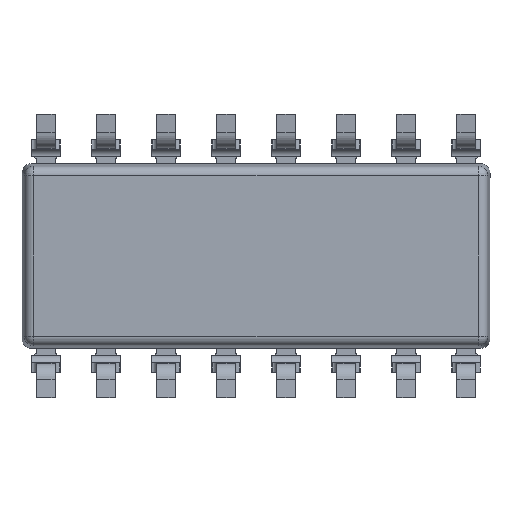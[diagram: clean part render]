
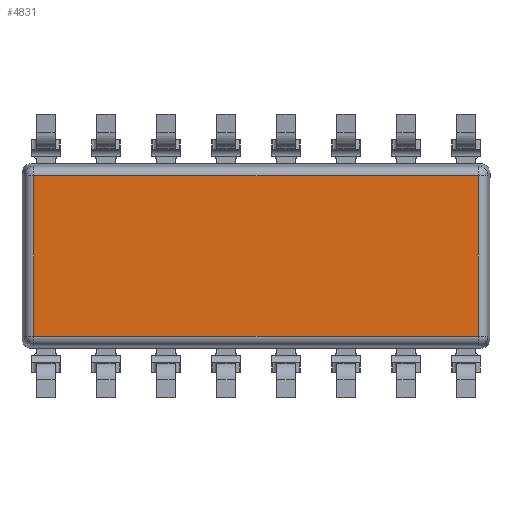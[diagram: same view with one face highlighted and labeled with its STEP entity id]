
A CAD part, front view. The second image highlights one B-rep face of the part: STEP entity #4831.
In plain terms, the highlighted face is planar.
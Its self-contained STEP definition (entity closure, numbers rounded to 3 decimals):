
#94 = ORIENTED_EDGE ( 'NONE', *, *, #774, .T. ) ;
#271 = LINE ( 'NONE', #5995, #3837 ) ;
#398 = DIRECTION ( 'NONE',  ( 0., 0., -1. ) ) ;
#774 = EDGE_CURVE ( 'NONE', #8851, #9939, #271, .T. ) ;
#1092 = LINE ( 'NONE', #3310, #1678 ) ;
#1361 = VERTEX_POINT ( 'NONE', #14232 ) ;
#1678 = VECTOR ( 'NONE', #8021, 1000. ) ;
#1693 = CARTESIAN_POINT ( 'NONE',  ( 0., 0.589, -0.249 ) ) ;
#2675 = VECTOR ( 'NONE', #3545, 1000. ) ;
#2963 = ORIENTED_EDGE ( 'NONE', *, *, #13079, .T. ) ;
#3310 = CARTESIAN_POINT ( 'NONE',  ( 0., 0.589, -3.651 ) ) ;
#3545 = DIRECTION ( 'NONE',  ( 0., 0., -1. ) ) ;
#3697 = LINE ( 'NONE', #1693, #9890 ) ;
#3837 = VECTOR ( 'NONE', #11490, 1000. ) ;
#4773 = FACE_OUTER_BOUND ( 'NONE', #13931, .T. ) ;
#4831 = ADVANCED_FACE ( 'NONE', ( #4773 ), #10646, .F. ) ;
#4843 = CARTESIAN_POINT ( 'NONE',  ( 0.249, 0.589, -0.249 ) ) ;
#4847 = DIRECTION ( 'NONE',  ( 0., -1., 0. ) ) ;
#5031 = ORIENTED_EDGE ( 'NONE', *, *, #9125, .T. ) ;
#5995 = CARTESIAN_POINT ( 'NONE',  ( 0.249, 0.589, 0. ) ) ;
#6044 = CARTESIAN_POINT ( 'NONE',  ( 0., 0.589, 0. ) ) ;
#8008 = AXIS2_PLACEMENT_3D ( 'NONE', #6044, #4847, #398 ) ;
#8021 = DIRECTION ( 'NONE',  ( -1., 0., 0. ) ) ;
#8071 = EDGE_CURVE ( 'NONE', #1361, #8851, #1092, .T. ) ;
#8851 = VERTEX_POINT ( 'NONE', #9171 ) ;
#8969 = ORIENTED_EDGE ( 'NONE', *, *, #8071, .T. ) ;
#9125 = EDGE_CURVE ( 'NONE', #9939, #10470, #3697, .T. ) ;
#9171 = CARTESIAN_POINT ( 'NONE',  ( 0.249, 0.589, -3.651 ) ) ;
#9242 = LINE ( 'NONE', #13805, #2675 ) ;
#9697 = DIRECTION ( 'NONE',  ( 1., 0., 0. ) ) ;
#9890 = VECTOR ( 'NONE', #9697, 1000. ) ;
#9939 = VERTEX_POINT ( 'NONE', #4843 ) ;
#10369 = CARTESIAN_POINT ( 'NONE',  ( 9.651, 0.589, -0.249 ) ) ;
#10470 = VERTEX_POINT ( 'NONE', #10369 ) ;
#10646 = PLANE ( 'NONE',  #8008 ) ;
#11490 = DIRECTION ( 'NONE',  ( 0., 0., 1. ) ) ;
#13079 = EDGE_CURVE ( 'NONE', #10470, #1361, #9242, .T. ) ;
#13805 = CARTESIAN_POINT ( 'NONE',  ( 9.651, 0.589, 0. ) ) ;
#13931 = EDGE_LOOP ( 'NONE', ( #2963, #8969, #94, #5031 ) ) ;
#14232 = CARTESIAN_POINT ( 'NONE',  ( 9.651, 0.589, -3.651 ) ) ;
